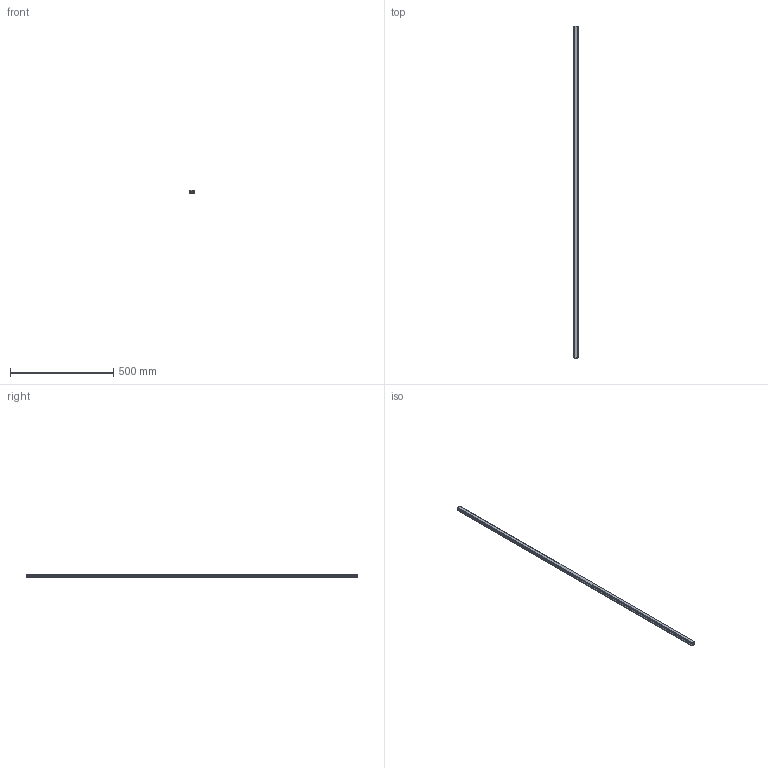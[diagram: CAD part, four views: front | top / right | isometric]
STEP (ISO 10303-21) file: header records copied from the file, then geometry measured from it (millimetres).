
FILE_DESCRIPTION(('STEP AP214'),'1');
FILE_NAME('cctmp_94F13607-8726-4C43-B6B4-ACE64240326B_2021_01_22_12_26_51_0464..stp','2021-01-22T11:26:51',('HIWIN GmbH'),('CADClick - www.CADClick.com'),'Spatial InterOp 3D',' ','unknown authorization');
FILE_SCHEMA(('AUTOMOTIVE_DESIGN'));
Length unit declared in the file: millimetre
Products named in the file (1): HGR20T1610C_FILE
Bounding box: 20 x 1610 x 17.5 mm (x, y, z)
Volume: 475479 mm3; surface area: 128621.8 mm2
Topology: 1 solids, 1 shells, 215 faces, 573 edges, 337 vertices
Faces by surface type: plane 85, cylinder 76, cone 54
Entity records: 7993 total; most frequent: DIRECTION 1103, CARTESIAN_POINT 1072, ORIENTED_EDGE 1038, EDGE_CURVE 519, AXIS2_PLACEMENT_3D 368, LINE 367, VECTOR 367, VERTEX_POINT 337
